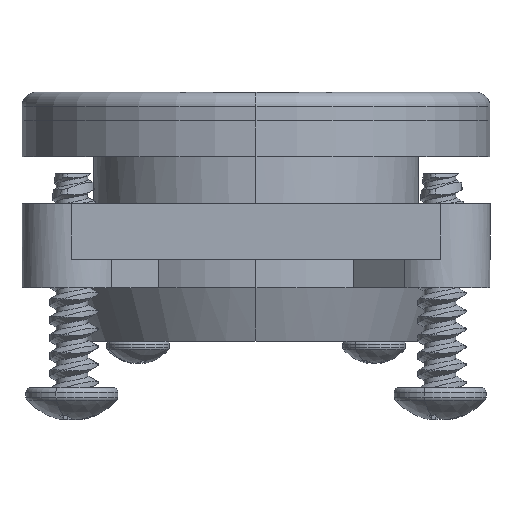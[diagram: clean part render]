
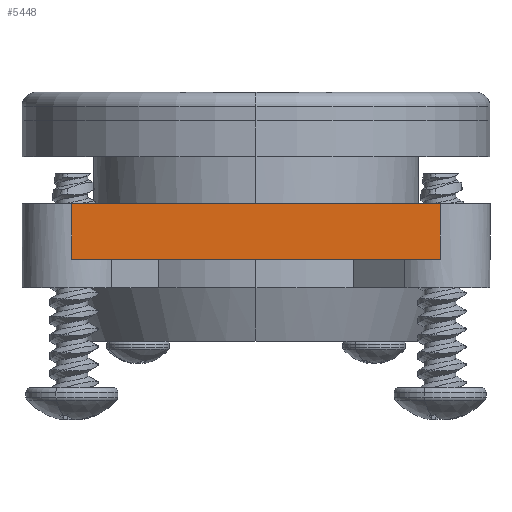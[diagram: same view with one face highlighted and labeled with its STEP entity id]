
A CAD part, left-side view. The second image highlights one B-rep face of the part: STEP entity #5448.
In plain terms, the highlighted planar face has unit normal (-1, 0, 0).
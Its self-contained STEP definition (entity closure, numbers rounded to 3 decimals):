
#80 = PLANE ( 'NONE',  #15916 ) ;
#1266 = EDGE_CURVE ( 'NONE', #8217, #13137, #17512, .T. ) ;
#2129 = LINE ( 'NONE', #12407, #6249 ) ;
#2262 = EDGE_CURVE ( 'NONE', #13137, #16434, #18894, .T. ) ;
#2564 = CARTESIAN_POINT ( 'NONE',  ( -20.828, -16.383, -4.953 ) ) ;
#3506 = CARTESIAN_POINT ( 'NONE',  ( -20.828, -16.383, -3.746 ) ) ;
#5075 = ORIENTED_EDGE ( 'NONE', *, *, #2262, .T. ) ;
#5336 = CARTESIAN_POINT ( 'NONE',  ( -20.828, -16.383, -4.953 ) ) ;
#5448 = ADVANCED_FACE ( 'NONE', ( #15691 ), #80, .T. ) ;
#6249 = VECTOR ( 'NONE', #19660, 1000. ) ;
#6640 = CARTESIAN_POINT ( 'NONE',  ( -20.828, 16.383, -3.746 ) ) ;
#6693 = VERTEX_POINT ( 'NONE', #21639 ) ;
#7059 = VECTOR ( 'NONE', #14095, 1000. ) ;
#7947 = ORIENTED_EDGE ( 'NONE', *, *, #1266, .T. ) ;
#8217 = VERTEX_POINT ( 'NONE', #2564 ) ;
#10256 = CARTESIAN_POINT ( 'NONE',  ( -20.828, 0., 0. ) ) ;
#10498 = LINE ( 'NONE', #6640, #21540 ) ;
#12300 = DIRECTION ( 'NONE',  ( -1., 0., 0. ) ) ;
#12407 = CARTESIAN_POINT ( 'NONE',  ( -20.828, 0., -4.953 ) ) ;
#13137 = VERTEX_POINT ( 'NONE', #21235 ) ;
#14013 = DIRECTION ( 'NONE',  ( 0., 0., -1. ) ) ;
#14095 = DIRECTION ( 'NONE',  ( 0., 0., 1. ) ) ;
#15570 = EDGE_CURVE ( 'NONE', #16434, #6693, #10498, .T. ) ;
#15691 = FACE_OUTER_BOUND ( 'NONE', #18740, .T. ) ;
#15916 = AXIS2_PLACEMENT_3D ( 'NONE', #5336, #12300, #18470 ) ;
#16434 = VERTEX_POINT ( 'NONE', #19208 ) ;
#17190 = DIRECTION ( 'NONE',  ( 0., 1., 0. ) ) ;
#17512 = LINE ( 'NONE', #3506, #7059 ) ;
#18470 = DIRECTION ( 'NONE',  ( 0., 0., 1. ) ) ;
#18740 = EDGE_LOOP ( 'NONE', ( #7947, #5075, #20841, #20893 ) ) ;
#18894 = LINE ( 'NONE', #10256, #20181 ) ;
#19208 = CARTESIAN_POINT ( 'NONE',  ( -20.828, 16.383, 0. ) ) ;
#19660 = DIRECTION ( 'NONE',  ( 0., -1., 0. ) ) ;
#20181 = VECTOR ( 'NONE', #17190, 1000. ) ;
#20841 = ORIENTED_EDGE ( 'NONE', *, *, #15570, .T. ) ;
#20893 = ORIENTED_EDGE ( 'NONE', *, *, #22158, .T. ) ;
#21235 = CARTESIAN_POINT ( 'NONE',  ( -20.828, -16.383, 0. ) ) ;
#21540 = VECTOR ( 'NONE', #14013, 1000. ) ;
#21639 = CARTESIAN_POINT ( 'NONE',  ( -20.828, 16.383, -4.953 ) ) ;
#22158 = EDGE_CURVE ( 'NONE', #6693, #8217, #2129, .T. ) ;
